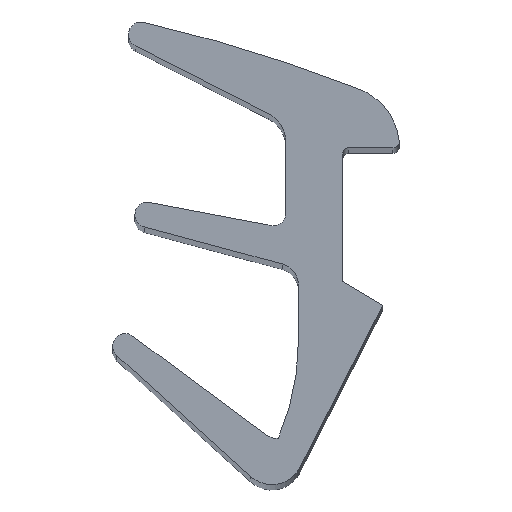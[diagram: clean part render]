
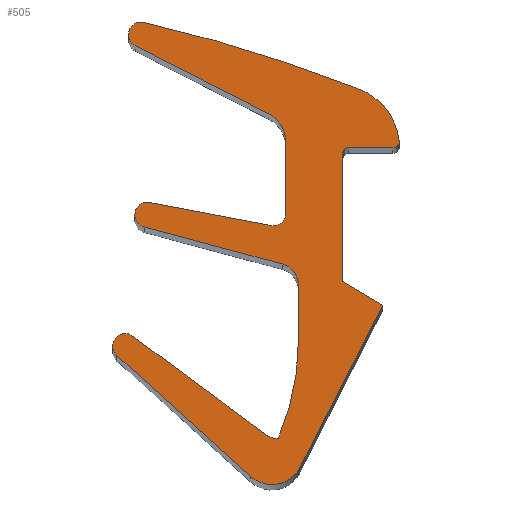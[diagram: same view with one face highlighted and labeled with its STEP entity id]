
A CAD part, top view. The second image highlights one B-rep face of the part: STEP entity #505.
In plain terms, the highlighted planar face has unit normal (0, 0, 1).
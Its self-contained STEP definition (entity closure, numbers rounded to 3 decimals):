
#20=CIRCLE('',#521,0.4);
#22=CIRCLE('',#525,1.);
#24=CIRCLE('',#531,0.2);
#26=CIRCLE('',#535,0.2);
#28=CIRCLE('',#538,2.);
#30=CIRCLE('',#541,50.);
#32=CIRCLE('',#544,0.4);
#34=CIRCLE('',#548,1.);
#36=CIRCLE('',#552,0.4);
#38=CIRCLE('',#556,0.4);
#40=CIRCLE('',#560,0.7);
#42=CIRCLE('',#564,8.);
#44=CIRCLE('',#567,0.5);
#179=ORIENTED_EDGE('',*,*,#203,.T.);
#180=ORIENTED_EDGE('',*,*,#207,.T.);
#181=ORIENTED_EDGE('',*,*,#210,.T.);
#182=ORIENTED_EDGE('',*,*,#213,.T.);
#183=ORIENTED_EDGE('',*,*,#216,.T.);
#184=ORIENTED_EDGE('',*,*,#219,.T.);
#185=ORIENTED_EDGE('',*,*,#222,.T.);
#186=ORIENTED_EDGE('',*,*,#225,.F.);
#187=ORIENTED_EDGE('',*,*,#228,.T.);
#188=ORIENTED_EDGE('',*,*,#231,.T.);
#189=ORIENTED_EDGE('',*,*,#234,.T.);
#190=ORIENTED_EDGE('',*,*,#237,.T.);
#191=ORIENTED_EDGE('',*,*,#240,.T.);
#192=ORIENTED_EDGE('',*,*,#243,.T.);
#193=ORIENTED_EDGE('',*,*,#246,.F.);
#194=ORIENTED_EDGE('',*,*,#249,.T.);
#195=ORIENTED_EDGE('',*,*,#252,.F.);
#196=ORIENTED_EDGE('',*,*,#255,.T.);
#197=ORIENTED_EDGE('',*,*,#258,.T.);
#198=ORIENTED_EDGE('',*,*,#261,.T.);
#199=ORIENTED_EDGE('',*,*,#264,.F.);
#200=ORIENTED_EDGE('',*,*,#267,.T.);
#201=ORIENTED_EDGE('',*,*,#270,.F.);
#202=ORIENTED_EDGE('',*,*,#273,.F.);
#203=EDGE_CURVE('',#275,#276,#323,.T.);
#207=EDGE_CURVE('',#276,#279,#20,.T.);
#210=EDGE_CURVE('',#279,#281,#328,.T.);
#213=EDGE_CURVE('',#281,#283,#22,.T.);
#216=EDGE_CURVE('',#283,#285,#332,.T.);
#219=EDGE_CURVE('',#285,#287,#335,.T.);
#222=EDGE_CURVE('',#287,#289,#338,.T.);
#225=EDGE_CURVE('',#291,#289,#24,.T.);
#228=EDGE_CURVE('',#291,#293,#342,.T.);
#231=EDGE_CURVE('',#293,#295,#26,.T.);
#234=EDGE_CURVE('',#295,#297,#28,.T.);
#237=EDGE_CURVE('',#297,#299,#30,.T.);
#240=EDGE_CURVE('',#299,#301,#32,.T.);
#243=EDGE_CURVE('',#301,#303,#349,.T.);
#246=EDGE_CURVE('',#305,#303,#34,.T.);
#249=EDGE_CURVE('',#305,#307,#353,.T.);
#252=EDGE_CURVE('',#309,#307,#36,.T.);
#255=EDGE_CURVE('',#309,#311,#357,.T.);
#258=EDGE_CURVE('',#311,#313,#38,.T.);
#261=EDGE_CURVE('',#313,#315,#361,.T.);
#264=EDGE_CURVE('',#317,#315,#40,.T.);
#267=EDGE_CURVE('',#317,#319,#365,.T.);
#270=EDGE_CURVE('',#321,#319,#42,.T.);
#273=EDGE_CURVE('',#275,#321,#44,.T.);
#275=VERTEX_POINT('',#726);
#276=VERTEX_POINT('',#727);
#279=VERTEX_POINT('',#735);
#281=VERTEX_POINT('',#741);
#283=VERTEX_POINT('',#747);
#285=VERTEX_POINT('',#753);
#287=VERTEX_POINT('',#759);
#289=VERTEX_POINT('',#765);
#291=VERTEX_POINT('',#771);
#293=VERTEX_POINT('',#777);
#295=VERTEX_POINT('',#783);
#297=VERTEX_POINT('',#789);
#299=VERTEX_POINT('',#795);
#301=VERTEX_POINT('',#801);
#303=VERTEX_POINT('',#807);
#305=VERTEX_POINT('',#813);
#307=VERTEX_POINT('',#819);
#309=VERTEX_POINT('',#825);
#311=VERTEX_POINT('',#831);
#313=VERTEX_POINT('',#837);
#315=VERTEX_POINT('',#843);
#317=VERTEX_POINT('',#849);
#319=VERTEX_POINT('',#855);
#321=VERTEX_POINT('',#861);
#323=LINE('',#725,#369);
#328=LINE('',#740,#374);
#332=LINE('',#752,#378);
#335=LINE('',#758,#381);
#338=LINE('',#764,#384);
#342=LINE('',#776,#388);
#349=LINE('',#806,#395);
#353=LINE('',#818,#399);
#357=LINE('',#830,#403);
#361=LINE('',#842,#407);
#365=LINE('',#854,#411);
#369=VECTOR('',#575,1000.);
#374=VECTOR('',#588,1000.);
#378=VECTOR('',#600,1000.);
#381=VECTOR('',#605,1000.);
#384=VECTOR('',#610,1000.);
#388=VECTOR('',#622,1000.);
#395=VECTOR('',#655,1000.);
#399=VECTOR('',#667,1000.);
#403=VECTOR('',#679,1000.);
#407=VECTOR('',#691,1000.);
#411=VECTOR('',#703,1000.);
#440=EDGE_LOOP('',(#179,#180,#181,#182,#183,#184,#185,#186,#187,#188,#189,
#190,#191,#192,#193,#194,#195,#196,#197,#198,#199,#200,#201,#202));
#466=FACE_BOUND('',#440,.T.);
#479=PLANE('',#570);
#505=ADVANCED_FACE('',(#466),#479,.T.);
#521=AXIS2_PLACEMENT_3D('',#734,#581,#582);
#525=AXIS2_PLACEMENT_3D('',#746,#593,#594);
#531=AXIS2_PLACEMENT_3D('',#770,#615,#616);
#535=AXIS2_PLACEMENT_3D('',#782,#627,#628);
#538=AXIS2_PLACEMENT_3D('',#788,#634,#635);
#541=AXIS2_PLACEMENT_3D('',#794,#641,#642);
#544=AXIS2_PLACEMENT_3D('',#800,#648,#649);
#548=AXIS2_PLACEMENT_3D('',#812,#660,#661);
#552=AXIS2_PLACEMENT_3D('',#824,#672,#673);
#556=AXIS2_PLACEMENT_3D('',#836,#684,#685);
#560=AXIS2_PLACEMENT_3D('',#848,#696,#697);
#564=AXIS2_PLACEMENT_3D('',#860,#708,#709);
#567=AXIS2_PLACEMENT_3D('',#866,#715,#716);
#570=AXIS2_PLACEMENT_3D('',#869,#721,#722);
#575=DIRECTION('',(-0.804,0.595,0.));
#581=DIRECTION('',(0.,0.,1.));
#582=DIRECTION('',(1.,0.,0.));
#588=DIRECTION('',(0.742,-0.67,0.));
#593=DIRECTION('',(0.,0.,1.));
#594=DIRECTION('',(1.,0.,0.));
#600=DIRECTION('',(0.454,0.891,0.));
#605=DIRECTION('',(-0.859,0.513,0.));
#610=DIRECTION('',(0.,1.,0.));
#615=DIRECTION('',(0.,0.,1.));
#616=DIRECTION('',(1.,0.,0.));
#622=DIRECTION('',(1.,0.,0.));
#627=DIRECTION('',(0.,0.,1.));
#628=DIRECTION('',(1.,0.,0.));
#634=DIRECTION('',(0.,0.,1.));
#635=DIRECTION('',(1.,0.,0.));
#641=DIRECTION('',(0.,0.,1.));
#642=DIRECTION('',(1.,0.,0.));
#648=DIRECTION('',(0.,0.,1.));
#649=DIRECTION('',(1.,0.,0.));
#655=DIRECTION('',(0.891,-0.454,0.));
#660=DIRECTION('',(0.,0.,1.));
#661=DIRECTION('',(1.,0.,0.));
#667=DIRECTION('',(0.,-1.,0.));
#672=DIRECTION('',(0.,0.,1.));
#673=DIRECTION('',(1.,0.,0.));
#679=DIRECTION('',(-0.982,0.187,0.));
#684=DIRECTION('',(0.,0.,1.));
#685=DIRECTION('',(1.,0.,0.));
#691=DIRECTION('',(0.966,-0.259,0.));
#696=DIRECTION('',(0.,0.,1.));
#697=DIRECTION('',(1.,0.,0.));
#703=DIRECTION('',(0.,-1.,0.));
#708=DIRECTION('',(0.,0.,1.));
#709=DIRECTION('',(1.,0.,0.));
#715=DIRECTION('',(0.,0.,1.));
#716=DIRECTION('',(1.,0.,0.));
#721=DIRECTION('',(0.,0.,1.));
#722=DIRECTION('',(1.,0.,0.));
#725=CARTESIAN_POINT('',(-0.166,0.569,0.));
#726=CARTESIAN_POINT('',(-0.166,0.569,0.));
#727=CARTESIAN_POINT('',(-4.417,3.717,0.));
#734=CARTESIAN_POINT('',(-4.655,3.396,0.));
#735=CARTESIAN_POINT('',(-4.923,3.099,0.));
#740=CARTESIAN_POINT('',(-4.923,3.099,0.));
#741=CARTESIAN_POINT('',(-0.67,-0.742,0.));
#746=CARTESIAN_POINT('',(0.,0.,0.));
#747=CARTESIAN_POINT('',(0.891,-0.454,0.));
#752=CARTESIAN_POINT('',(0.891,-0.454,0.));
#753=CARTESIAN_POINT('',(3.521,4.7,0.));
#758=CARTESIAN_POINT('',(3.521,4.7,0.));
#759=CARTESIAN_POINT('',(2.248,5.46,0.));
#764=CARTESIAN_POINT('',(2.248,5.46,0.));
#765=CARTESIAN_POINT('',(2.248,9.5,0.));
#770=CARTESIAN_POINT('',(2.448,9.5,0.));
#771=CARTESIAN_POINT('',(2.448,9.7,0.));
#776=CARTESIAN_POINT('',(2.448,9.7,0.));
#777=CARTESIAN_POINT('',(3.848,9.7,0.));
#782=CARTESIAN_POINT('',(3.848,9.9,0.));
#783=CARTESIAN_POINT('',(4.046,9.922,0.));
#788=CARTESIAN_POINT('',(2.059,9.7,0.));
#789=CARTESIAN_POINT('',(2.651,11.61,0.));
#794=CARTESIAN_POINT('',(-15.457,-34.996,0.));
#795=CARTESIAN_POINT('',(-4.034,13.682,0.));
#800=CARTESIAN_POINT('',(-4.152,13.3,0.));
#801=CARTESIAN_POINT('',(-4.334,12.944,0.));
#806=CARTESIAN_POINT('',(-4.334,12.944,0.));
#807=CARTESIAN_POINT('',(-0.098,10.786,0.));
#812=CARTESIAN_POINT('',(-0.552,9.895,0.));
#813=CARTESIAN_POINT('',(0.448,9.895,0.));
#818=CARTESIAN_POINT('',(0.448,9.895,0.));
#819=CARTESIAN_POINT('',(0.448,7.627,0.));
#824=CARTESIAN_POINT('',(0.048,7.627,0.));
#825=CARTESIAN_POINT('',(-0.027,7.234,0.));
#830=CARTESIAN_POINT('',(-0.027,7.234,0.));
#831=CARTESIAN_POINT('',(-3.878,7.965,0.));
#836=CARTESIAN_POINT('',(-3.952,7.572,0.));
#837=CARTESIAN_POINT('',(-4.056,7.186,0.));
#842=CARTESIAN_POINT('',(-4.056,7.186,0.));
#843=CARTESIAN_POINT('',(0.329,6.011,0.));
#848=CARTESIAN_POINT('',(0.148,5.335,0.));
#849=CARTESIAN_POINT('',(0.848,5.335,0.));
#854=CARTESIAN_POINT('',(0.848,5.335,0.));
#855=CARTESIAN_POINT('',(0.848,3.61,0.));
#860=CARTESIAN_POINT('',(-7.152,3.61,0.));
#861=CARTESIAN_POINT('',(0.209,0.477,0.));
#866=CARTESIAN_POINT('',(0.132,0.971,0.));
#869=CARTESIAN_POINT('',(-4.655,3.396,0.));
